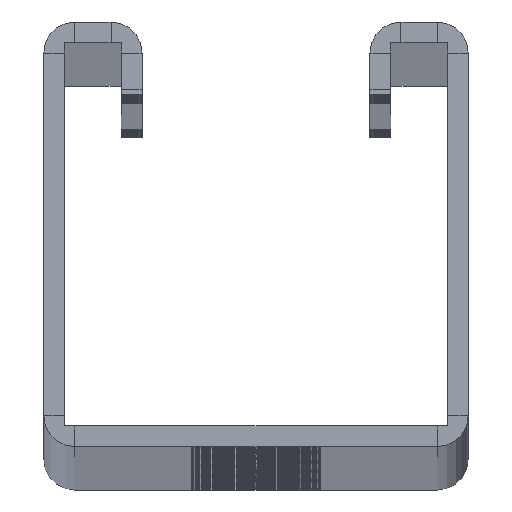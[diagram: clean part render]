
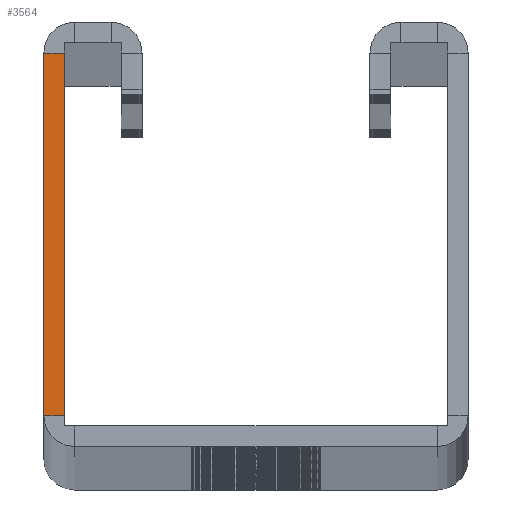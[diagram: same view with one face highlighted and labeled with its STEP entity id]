
A CAD part, top view. The second image highlights one B-rep face of the part: STEP entity #3564.
In plain terms, the highlighted planar face has unit normal (0, 0, 1).
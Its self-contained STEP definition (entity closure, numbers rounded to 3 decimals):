
#2533 = LINE ( 'NONE', #47042, #67051 ) ;
#3564 = ADVANCED_FACE ( 'NONE', ( #7642 ), #57979, .T. ) ;
#6627 = DIRECTION ( 'NONE',  ( 0., 0., 1. ) ) ;
#7567 = EDGE_CURVE ( 'NONE', #66133, #28632, #2533, .T. ) ;
#7642 = FACE_OUTER_BOUND ( 'NONE', #47674, .T. ) ;
#8906 = LINE ( 'NONE', #38742, #49258 ) ;
#12953 = DIRECTION ( 'NONE',  ( -1., 0., 0. ) ) ;
#20378 = CARTESIAN_POINT ( 'NONE',  ( -20.5, 3., 0. ) ) ;
#22086 = AXIS2_PLACEMENT_3D ( 'NONE', #70248, #6627, #53220 ) ;
#22210 = EDGE_CURVE ( 'NONE', #52813, #74127, #8906, .T. ) ;
#22954 = DIRECTION ( 'NONE',  ( 0., 1., 0. ) ) ;
#26520 = VECTOR ( 'NONE', #35665, 1000. ) ;
#28632 = VERTEX_POINT ( 'NONE', #72217 ) ;
#28902 = ORIENTED_EDGE ( 'NONE', *, *, #33215, .T. ) ;
#33215 = EDGE_CURVE ( 'NONE', #74127, #66133, #50717, .T. ) ;
#35665 = DIRECTION ( 'NONE',  ( 0., 1., 0. ) ) ;
#36114 = ORIENTED_EDGE ( 'NONE', *, *, #7567, .T. ) ;
#38742 = CARTESIAN_POINT ( 'NONE',  ( -20.5, 3., 0. ) ) ;
#47042 = CARTESIAN_POINT ( 'NONE',  ( -18.5, 38., 0. ) ) ;
#47674 = EDGE_LOOP ( 'NONE', ( #73505, #68633, #28902, #36114 ) ) ;
#48807 = VECTOR ( 'NONE', #22954, 1000. ) ;
#49258 = VECTOR ( 'NONE', #50706, 1000. ) ;
#50706 = DIRECTION ( 'NONE',  ( 1., 0., 0. ) ) ;
#50717 = LINE ( 'NONE', #69920, #26520 ) ;
#51431 = LINE ( 'NONE', #63016, #48807 ) ;
#52813 = VERTEX_POINT ( 'NONE', #20378 ) ;
#53174 = CARTESIAN_POINT ( 'NONE',  ( -18.5, 38., 0. ) ) ;
#53220 = DIRECTION ( 'NONE',  ( 1., 0., 0. ) ) ;
#57032 = CARTESIAN_POINT ( 'NONE',  ( -18.5, 3., 0. ) ) ;
#57979 = PLANE ( 'NONE',  #22086 ) ;
#63016 = CARTESIAN_POINT ( 'NONE',  ( -20.5, 0., 0. ) ) ;
#65388 = EDGE_CURVE ( 'NONE', #52813, #28632, #51431, .T. ) ;
#66133 = VERTEX_POINT ( 'NONE', #53174 ) ;
#67051 = VECTOR ( 'NONE', #12953, 1000. ) ;
#68633 = ORIENTED_EDGE ( 'NONE', *, *, #22210, .T. ) ;
#69920 = CARTESIAN_POINT ( 'NONE',  ( -18.5, 0., 0. ) ) ;
#70248 = CARTESIAN_POINT ( 'NONE',  ( -17.5, 2., 0. ) ) ;
#72217 = CARTESIAN_POINT ( 'NONE',  ( -20.5, 38., 0. ) ) ;
#73505 = ORIENTED_EDGE ( 'NONE', *, *, #65388, .F. ) ;
#74127 = VERTEX_POINT ( 'NONE', #57032 ) ;
